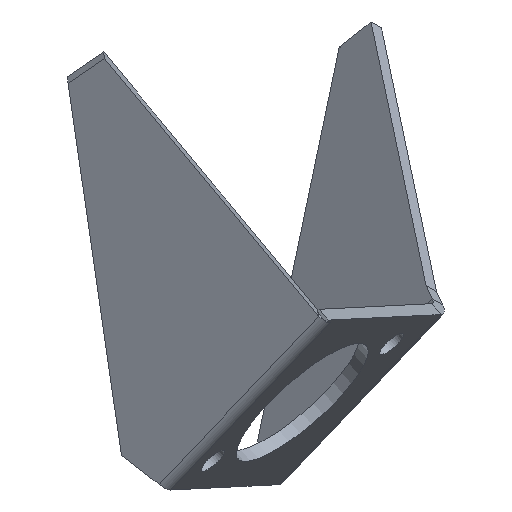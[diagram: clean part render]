
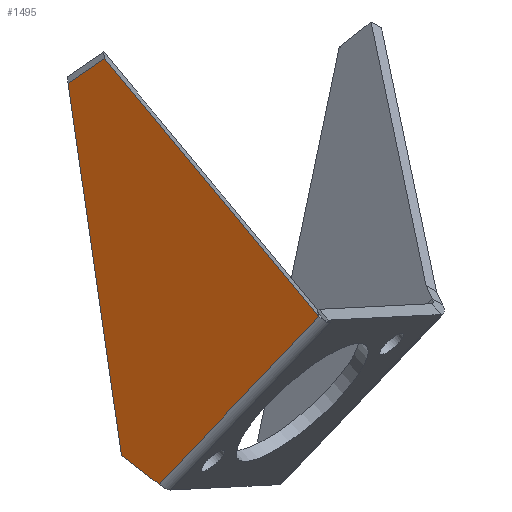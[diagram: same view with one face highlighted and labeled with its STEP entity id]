
A CAD part, left-side view. The second image highlights one B-rep face of the part: STEP entity #1495.
In plain terms, the highlighted planar face has unit normal (-0.901, -0.036, -0.431).
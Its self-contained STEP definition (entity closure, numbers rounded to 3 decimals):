
#237 = CYLINDRICAL_SURFACE('',#238,6.5);
#238 = AXIS2_PLACEMENT_3D('',#239,#240,#241);
#239 = CARTESIAN_POINT('',(-51.867,-10.859,2.231
    ));
#240 = DIRECTION('',(0.304,0.657,-0.69));
#241 = DIRECTION('',(-0.901,-0.036,-0.431
    ));
#1341 = VERTEX_POINT('',#1342);
#1342 = CARTESIAN_POINT('',(-33.127,42.039,
    -56.368));
#1407 = PLANE('',#1408);
#1408 = AXIS2_PLACEMENT_3D('',#1409,#1410,#1411);
#1409 = CARTESIAN_POINT('',(-33.435,48.387,
    -50.458));
#1410 = DIRECTION('',(0.304,0.657,-0.69));
#1411 = DIRECTION('',(0.308,-0.753,-0.581));
#1422 = EDGE_CURVE('',#1423,#1341,#1425,.T.);
#1423 = VERTEX_POINT('',#1424);
#1424 = CARTESIAN_POINT('',(-57.726,-11.097,
    -0.575));
#1425 = SURFACE_CURVE('',#1426,(#1430,#1459),.PCURVE_S1.);
#1426 = LINE('',#1427,#1428);
#1427 = CARTESIAN_POINT('',(-57.726,-11.096,
    -0.575));
#1428 = VECTOR('',#1429,1.);
#1429 = DIRECTION('',(0.304,0.657,-0.69));
#1430 = PCURVE('',#237,#1431);
#1431 = DEFINITIONAL_REPRESENTATION('',(#1432),#1458);
#1432 = B_SPLINE_CURVE_WITH_KNOTS('',3,(#1433,#1434,#1435,#1436,#1437,
    #1438,#1439,#1440,#1441,#1442,#1443,#1444,#1445,#1446,#1447,#1448,
    #1449,#1450,#1451,#1452,#1453,#1454,#1455,#1456,#1457),
  .UNSPECIFIED.,.F.,.F.,(4,1,1,1,1,1,1,1,1,1,1,1,1,1,1,1,1,1,1,1,1,1,4),
  (-0.001,3.676,7.352,11.028,
    14.705,18.381,22.057,25.734,
    29.41,33.086,36.763,40.439,
    44.115,47.792,51.468,55.144,
    58.821,62.497,66.173,69.85,
    73.526,77.202,80.878),.UNSPECIFIED.);
#1433 = CARTESIAN_POINT('',(-0.001,-0.003));
#1434 = CARTESIAN_POINT('',(-0.001,1.223));
#1435 = CARTESIAN_POINT('',(-0.001,3.674));
#1436 = CARTESIAN_POINT('',(-0.001,7.35));
#1437 = CARTESIAN_POINT('',(-0.001,11.026));
#1438 = CARTESIAN_POINT('',(-0.001,14.703));
#1439 = CARTESIAN_POINT('',(-0.001,18.379));
#1440 = CARTESIAN_POINT('',(-0.001,22.055));
#1441 = CARTESIAN_POINT('',(-0.001,25.732));
#1442 = CARTESIAN_POINT('',(-0.001,29.408));
#1443 = CARTESIAN_POINT('',(-0.001,33.084));
#1444 = CARTESIAN_POINT('',(-0.001,36.761));
#1445 = CARTESIAN_POINT('',(-0.001,40.437));
#1446 = CARTESIAN_POINT('',(-0.001,44.113));
#1447 = CARTESIAN_POINT('',(-0.001,47.79));
#1448 = CARTESIAN_POINT('',(-0.001,51.466));
#1449 = CARTESIAN_POINT('',(-0.001,55.142));
#1450 = CARTESIAN_POINT('',(-0.001,58.819));
#1451 = CARTESIAN_POINT('',(-0.001,62.495));
#1452 = CARTESIAN_POINT('',(-0.001,66.171));
#1453 = CARTESIAN_POINT('',(0.,69.848));
#1454 = CARTESIAN_POINT('',(0.,73.524));
#1455 = CARTESIAN_POINT('',(0.,77.2));
#1456 = CARTESIAN_POINT('',(0.,79.651));
#1457 = CARTESIAN_POINT('',(0.,80.876));
#1458 = ( GEOMETRIC_REPRESENTATION_CONTEXT(2) 
PARAMETRIC_REPRESENTATION_CONTEXT() REPRESENTATION_CONTEXT('2D SPACE',''
  ) );
#1459 = PCURVE('',#1460,#1465);
#1460 = PLANE('',#1461);
#1461 = AXIS2_PLACEMENT_3D('',#1462,#1463,#1464);
#1462 = CARTESIAN_POINT('',(-38.012,26.693,
    -44.893));
#1463 = DIRECTION('',(-0.901,-0.036,
    -0.431));
#1464 = DIRECTION('',(-0.304,-0.657,0.69));
#1465 = DEFINITIONAL_REPRESENTATION('',(#1466),#1470);
#1466 = LINE('',#1467,#1468);
#1467 = CARTESIAN_POINT('',(61.395,3.379));
#1468 = VECTOR('',#1469,1.);
#1469 = DIRECTION('',(-1.,0.));
#1470 = ( GEOMETRIC_REPRESENTATION_CONTEXT(2) 
PARAMETRIC_REPRESENTATION_CONTEXT() REPRESENTATION_CONTEXT('2D SPACE',''
  ) );
#1495 = ADVANCED_FACE('',(#1496),#1460,.T.);
#1496 = FACE_BOUND('',#1497,.F.);
#1497 = EDGE_LOOP('',(#1498,#1521,#1549,#1577,#1603));
#1498 = ORIENTED_EDGE('',*,*,#1499,.T.);
#1499 = EDGE_CURVE('',#1341,#1500,#1502,.T.);
#1500 = VERTEX_POINT('',#1501);
#1501 = CARTESIAN_POINT('',(-38.248,54.555,
    -46.707));
#1502 = SURFACE_CURVE('',#1503,(#1507,#1514),.PCURVE_S1.);
#1503 = LINE('',#1504,#1505);
#1504 = CARTESIAN_POINT('',(-33.887,43.895,
    -54.935));
#1505 = VECTOR('',#1506,1.);
#1506 = DIRECTION('',(-0.308,0.753,0.581));
#1507 = PCURVE('',#1460,#1508);
#1508 = DEFINITIONAL_REPRESENTATION('',(#1509),#1513);
#1509 = LINE('',#1510,#1511);
#1510 = CARTESIAN_POINT('',(-19.483,5.846));
#1511 = VECTOR('',#1512,1.);
#1512 = DIRECTION('',(0.,1.));
#1513 = ( GEOMETRIC_REPRESENTATION_CONTEXT(2) 
PARAMETRIC_REPRESENTATION_CONTEXT() REPRESENTATION_CONTEXT('2D SPACE',''
  ) );
#1514 = PCURVE('',#1407,#1515);
#1515 = DEFINITIONAL_REPRESENTATION('',(#1516),#1520);
#1516 = LINE('',#1517,#1518);
#1517 = CARTESIAN_POINT('',(5.846,2.5));
#1518 = VECTOR('',#1519,1.);
#1519 = DIRECTION('',(-1.,0.));
#1520 = ( GEOMETRIC_REPRESENTATION_CONTEXT(2) 
PARAMETRIC_REPRESENTATION_CONTEXT() REPRESENTATION_CONTEXT('2D SPACE',''
  ) );
#1521 = ORIENTED_EDGE('',*,*,#1522,.F.);
#1522 = EDGE_CURVE('',#1523,#1500,#1525,.T.);
#1523 = VERTEX_POINT('',#1524);
#1524 = CARTESIAN_POINT('',(-98.182,72.31,
    77.038));
#1525 = SURFACE_CURVE('',#1526,(#1530,#1537),.PCURVE_S1.);
#1526 = LINE('',#1527,#1528);
#1527 = CARTESIAN_POINT('',(-98.182,72.31,
    77.038));
#1528 = VECTOR('',#1529,1.);
#1529 = DIRECTION('',(0.432,-0.128,-0.893));
#1530 = PCURVE('',#1460,#1531);
#1531 = DEFINITIONAL_REPRESENTATION('',(#1532),#1536);
#1532 = LINE('',#1533,#1534);
#1533 = CARTESIAN_POINT('',(72.447,123.774));
#1534 = VECTOR('',#1535,1.);
#1535 = DIRECTION('',(-0.663,-0.749));
#1536 = ( GEOMETRIC_REPRESENTATION_CONTEXT(2) 
PARAMETRIC_REPRESENTATION_CONTEXT() REPRESENTATION_CONTEXT('2D SPACE',''
  ) );
#1537 = PCURVE('',#1538,#1543);
#1538 = PLANE('',#1539);
#1539 = AXIS2_PLACEMENT_3D('',#1540,#1541,#1542);
#1540 = CARTESIAN_POINT('',(-65.962,63.521,
    16.244));
#1541 = DIRECTION('',(0.023,0.991,-0.131)
  );
#1542 = DIRECTION('',(0.432,-0.128,-0.893));
#1543 = DEFINITIONAL_REPRESENTATION('',(#1544),#1548);
#1544 = LINE('',#1545,#1546);
#1545 = CARTESIAN_POINT('',(-69.318,2.5));
#1546 = VECTOR('',#1547,1.);
#1547 = DIRECTION('',(1.,0.));
#1548 = ( GEOMETRIC_REPRESENTATION_CONTEXT(2) 
PARAMETRIC_REPRESENTATION_CONTEXT() REPRESENTATION_CONTEXT('2D SPACE',''
  ) );
#1549 = ORIENTED_EDGE('',*,*,#1550,.F.);
#1550 = EDGE_CURVE('',#1551,#1523,#1553,.T.);
#1551 = VERTEX_POINT('',#1552);
#1552 = CARTESIAN_POINT('',(-101.649,60.263,
    85.279));
#1553 = SURFACE_CURVE('',#1554,(#1558,#1565),.PCURVE_S1.);
#1554 = LINE('',#1555,#1556);
#1555 = CARTESIAN_POINT('',(-93.936,87.066,
    66.944));
#1556 = VECTOR('',#1557,1.);
#1557 = DIRECTION('',(0.231,0.803,-0.549));
#1558 = PCURVE('',#1460,#1559);
#1559 = DEFINITIONAL_REPRESENTATION('',(#1560),#1564);
#1560 = LINE('',#1561,#1562);
#1561 = CARTESIAN_POINT('',(54.498,127.71));
#1562 = VECTOR('',#1563,1.);
#1563 = DIRECTION('',(-0.977,0.214));
#1564 = ( GEOMETRIC_REPRESENTATION_CONTEXT(2) 
PARAMETRIC_REPRESENTATION_CONTEXT() REPRESENTATION_CONTEXT('2D SPACE',''
  ) );
#1565 = PCURVE('',#1566,#1571);
#1566 = PLANE('',#1567);
#1567 = AXIS2_PLACEMENT_3D('',#1568,#1569,#1570);
#1568 = CARTESIAN_POINT('',(-97.662,66.376,
    82.236));
#1569 = DIRECTION('',(-0.366,0.595,0.716));
#1570 = DIRECTION('',(0.231,0.803,-0.549));
#1571 = DEFINITIONAL_REPRESENTATION('',(#1572),#1576);
#1572 = LINE('',#1573,#1574);
#1573 = CARTESIAN_POINT('',(25.876,2.5));
#1574 = VECTOR('',#1575,1.);
#1575 = DIRECTION('',(1.,0.));
#1576 = ( GEOMETRIC_REPRESENTATION_CONTEXT(2) 
PARAMETRIC_REPRESENTATION_CONTEXT() REPRESENTATION_CONTEXT('2D SPACE',''
  ) );
#1577 = ORIENTED_EDGE('',*,*,#1578,.F.);
#1578 = EDGE_CURVE('',#1423,#1551,#1579,.T.);
#1579 = SURFACE_CURVE('',#1580,(#1584,#1591),.PCURVE_S1.);
#1580 = LINE('',#1581,#1582);
#1581 = CARTESIAN_POINT('',(-65.694,1.846,
    15.));
#1582 = VECTOR('',#1583,1.);
#1583 = DIRECTION('',(-0.366,0.595,0.716));
#1584 = PCURVE('',#1460,#1585);
#1585 = DEFINITIONAL_REPRESENTATION('',(#1586),#1590);
#1586 = LINE('',#1587,#1588);
#1587 = CARTESIAN_POINT('',(66.061,24.634));
#1588 = VECTOR('',#1589,1.);
#1589 = DIRECTION('',(0.214,0.977));
#1590 = ( GEOMETRIC_REPRESENTATION_CONTEXT(2) 
PARAMETRIC_REPRESENTATION_CONTEXT() REPRESENTATION_CONTEXT('2D SPACE',''
  ) );
#1591 = PCURVE('',#1592,#1597);
#1592 = PLANE('',#1593);
#1593 = AXIS2_PLACEMENT_3D('',#1594,#1595,#1596);
#1594 = CARTESIAN_POINT('',(-77.431,24.669,
    43.425));
#1595 = DIRECTION('',(0.23,0.803,-0.55));
#1596 = DIRECTION('',(-0.366,0.595,0.716));
#1597 = DEFINITIONAL_REPRESENTATION('',(#1598),#1602);
#1598 = LINE('',#1599,#1600);
#1599 = CARTESIAN_POINT('',(-38.215,-2.5));
#1600 = VECTOR('',#1601,1.);
#1601 = DIRECTION('',(1.,0.));
#1602 = ( GEOMETRIC_REPRESENTATION_CONTEXT(2) 
PARAMETRIC_REPRESENTATION_CONTEXT() REPRESENTATION_CONTEXT('2D SPACE',''
  ) );
#1603 = ORIENTED_EDGE('',*,*,#1422,.T.);
